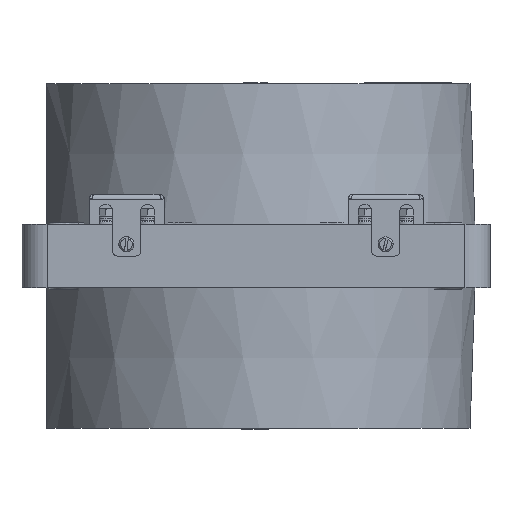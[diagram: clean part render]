
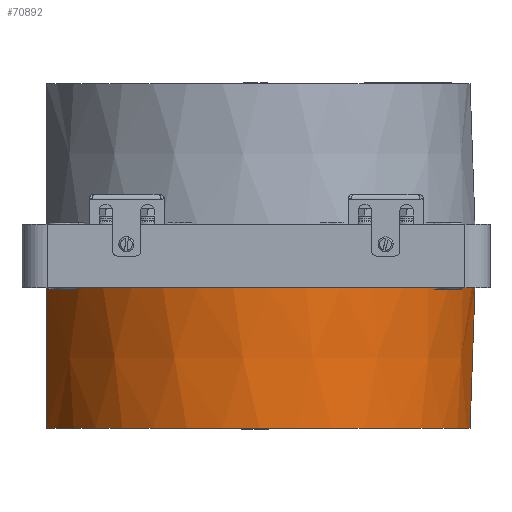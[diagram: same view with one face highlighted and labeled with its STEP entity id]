
A CAD part, front view. The second image highlights one B-rep face of the part: STEP entity #70892.
In plain terms, the highlighted conical face has half-angle 2 degrees and reference radius 131 mm.
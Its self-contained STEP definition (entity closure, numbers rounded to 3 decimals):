
#1939 = CARTESIAN_POINT ( 'NONE',  ( -125.367, -28.464, -89.043 ) ) ;
#15582 = ORIENTED_EDGE ( 'NONE', *, *, #28510, .F. ) ;
#16166 = CARTESIAN_POINT ( 'NONE',  ( -125.367, -26.155, -103. ) ) ;
#22690 = AXIS2_PLACEMENT_3D ( 'NONE', #47310, #62195, #146472 ) ;
#28510 = EDGE_CURVE ( 'NONE', #161332, #37675, #115307, .T. ) ;
#29357 = EDGE_CURVE ( 'NONE', #161332, #135726, #119983, .T. ) ;
#30137 = EDGE_CURVE ( 'NONE', #57400, #37675, #60228, .T. ) ;
#30717 = CARTESIAN_POINT ( 'NONE',  ( 128.067, 0., -103. ) ) ;
#37675 = VERTEX_POINT ( 'NONE', #143416 ) ;
#44179 = CIRCLE ( 'NONE', #78951, 128.067 ) ;
#47310 = CARTESIAN_POINT ( 'NONE',  ( 0., 0., -19. ) ) ;
#49875 = DIRECTION ( 'NONE',  ( 0., 0., 1. ) ) ;
#50745 = EDGE_CURVE ( 'NONE', #135726, #57400, #44179, .T. ) ;
#50932 = FACE_OUTER_BOUND ( 'NONE', #130862, .T. ) ;
#55601 = CARTESIAN_POINT ( 'NONE',  ( -125.367, -38., -19. ) ) ;
#57400 = VERTEX_POINT ( 'NONE', #30717 ) ;
#60228 = LINE ( 'NONE', #176964, #131185 ) ;
#62195 = DIRECTION ( 'NONE',  ( 0., 0., 1. ) ) ;
#70892 = ADVANCED_FACE ( 'NONE', ( #50932 ), #113015, .T. ) ;
#72485 = CARTESIAN_POINT ( 'NONE',  ( -125.367, -36.311, -33.034 ) ) ;
#73117 = CARTESIAN_POINT ( 'NONE',  ( 0., 0., -103. ) ) ;
#78951 = AXIS2_PLACEMENT_3D ( 'NONE', #73117, #172210, #87358 ) ;
#86734 = CARTESIAN_POINT ( 'NONE',  ( -125.367, -30.594, -75.06 ) ) ;
#87358 = DIRECTION ( 'NONE',  ( -1., 0., 0. ) ) ;
#90122 = CARTESIAN_POINT ( 'NONE',  ( -125.367, -26.155, -103. ) ) ;
#95536 = ORIENTED_EDGE ( 'NONE', *, *, #50745, .T. ) ;
#100979 = CARTESIAN_POINT ( 'NONE',  ( -125.367, -27.347, -96.03 ) ) ;
#113015 = CONICAL_SURFACE ( 'NONE', #22690, 131., 0.035 ) ;
#115307 = CIRCLE ( 'NONE', #181903, 131. ) ;
#116595 = ORIENTED_EDGE ( 'NONE', *, *, #29357, .T. ) ;
#119983 = B_SPLINE_CURVE_WITH_KNOTS ( 'NONE', 3,
 ( #156702, #72485, #157310, #171596, #86734, #1939, #100979, #16166 ),
 .UNSPECIFIED., .F., .F.,
 ( 4, 2, 2, 4 ),
 ( 0.134, 0.177, 0.198, 0.219 ),
 .UNSPECIFIED. ) ;
#130862 = EDGE_LOOP ( 'NONE', ( #95536, #161720, #15582, #116595 ) ) ;
#131185 = VECTOR ( 'NONE', #133646, 1000. ) ;
#133646 = DIRECTION ( 'NONE',  ( 0.035, 0., 0.999 ) ) ;
#134832 = CARTESIAN_POINT ( 'NONE',  ( 0., 0., -19. ) ) ;
#135726 = VERTEX_POINT ( 'NONE', #90122 ) ;
#143416 = CARTESIAN_POINT ( 'NONE',  ( 131., 0., -19. ) ) ;
#146472 = DIRECTION ( 'NONE',  ( 1., 0., 0. ) ) ;
#148995 = DIRECTION ( 'NONE',  ( 1., 0., 0. ) ) ;
#156702 = CARTESIAN_POINT ( 'NONE',  ( -125.367, -38., -19. ) ) ;
#157310 = CARTESIAN_POINT ( 'NONE',  ( -125.367, -34.523, -47.056 ) ) ;
#161332 = VERTEX_POINT ( 'NONE', #55601 ) ;
#161720 = ORIENTED_EDGE ( 'NONE', *, *, #30137, .T. ) ;
#171596 = CARTESIAN_POINT ( 'NONE',  ( -125.367, -31.606, -68.062 ) ) ;
#172210 = DIRECTION ( 'NONE',  ( 0., 0., 1. ) ) ;
#176964 = CARTESIAN_POINT ( 'NONE',  ( 131., 0., -19. ) ) ;
#181903 = AXIS2_PLACEMENT_3D ( 'NONE', #134832, #49875, #148995 ) ;
